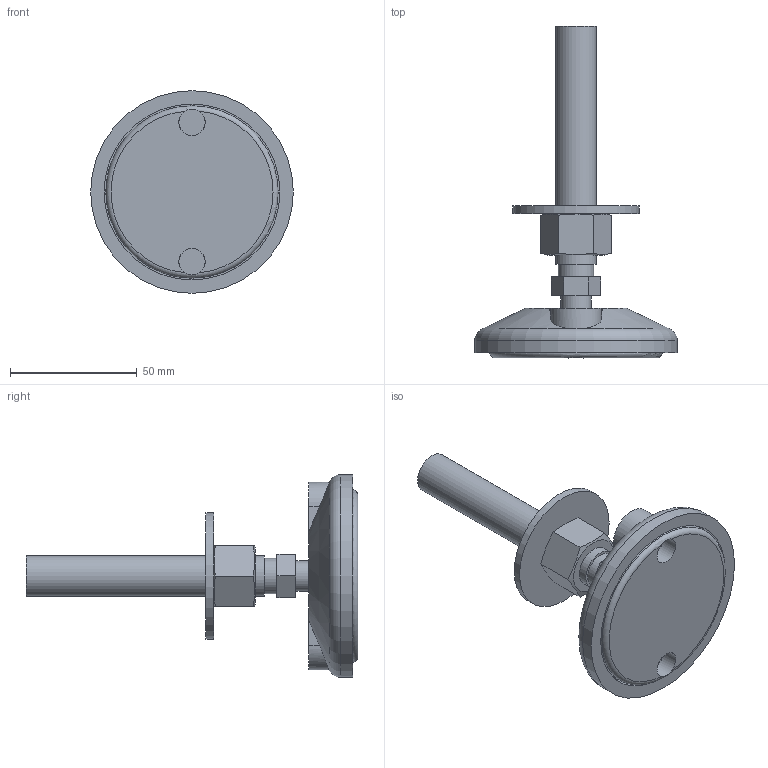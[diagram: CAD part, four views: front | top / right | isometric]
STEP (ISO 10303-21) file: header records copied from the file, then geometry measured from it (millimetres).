
FILE_DESCRIPTION(/* description */ (''),/* implementation_level */ '2;1');
FILE_NAME(/* name */ '145080',/* time_stamp */ '2014-10-06T10:35:38+02:00',/* author */ (''),/* organization */ (''),/* preprocessor_version */ 'ST-DEVELOPER v14',/* originating_system */ 'HiCAD 2013 1802.4 Build 509',/* authorisation */ '');
FILE_SCHEMA (('AUTOMOTIVE_DESIGN { 1 0 10303 214 1 1 1 1 }'));
Length unit declared in the file: millimetre
Products named in the file (5): Root; 145080Stelvoet 80-M16x129, kunststofBOIKON0; 145425Dempingsring diam. 80BOIKON0; 901816Carr. ring  DIN 9021 EV M16BOIKON0; Moer
Assembly tree (4 placements, depth 3):
  Root
    145080Stelvoet 80-M16x129, kunststofBOIKON0
      145425Dempingsring diam. 80BOIKON0
      901816Carr. ring  DIN 9021 EV M16BOIKON0
      Moer
Bounding box: 80 x 131 x 80 mm (x, y, z)
Volume: 107952.6 mm3; surface area: 35620.1 mm2
Topology: 4 solids, 4 shells, 53 faces, 115 edges, 80 vertices
Faces by surface type: plane 31, cylinder 15, cone 5, torus 2
Full cylindrical faces by diameter (mm): 10.4 x2, 12 x1, 13.835 x1, 14 x1, 15 x2, 16 x1, 17 x1, 50 x1, 68 x1, 69.4 x1, 80 x1
Entity records: 2867 total; most frequent: CARTESIAN_POINT 774, DIRECTION 260, PRESENTATION_STYLE_ASSIGNMENT 182, COLOUR_RGB 182, DRAUGHTING_PRE_DEFINED_CURVE_FONT 178, CURVE_STYLE 178, OVER_RIDING_STYLED_ITEM 178, ORIENTED_EDGE 178
